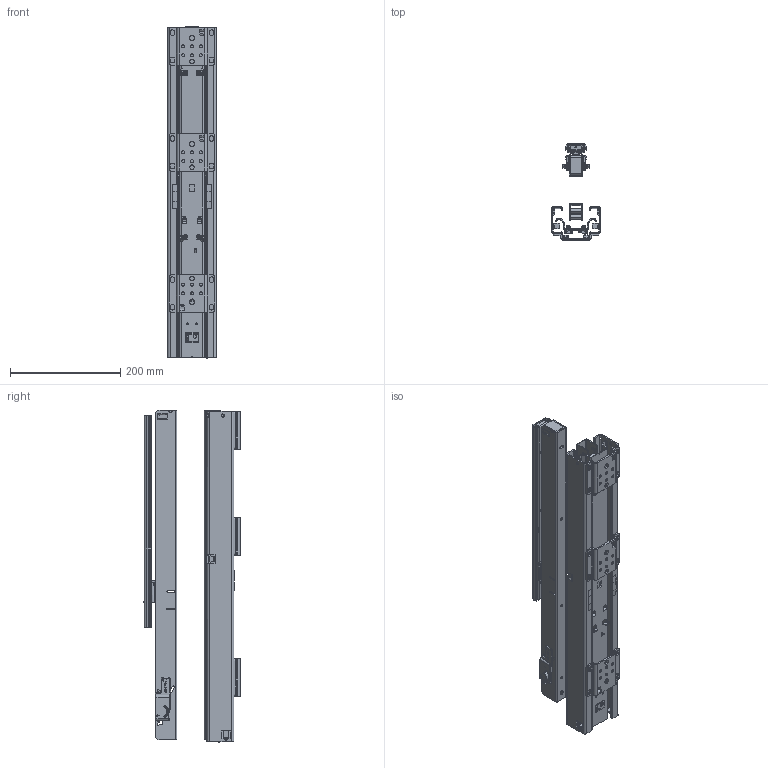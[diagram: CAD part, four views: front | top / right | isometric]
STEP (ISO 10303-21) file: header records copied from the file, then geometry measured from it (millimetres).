
FILE_DESCRIPTION (( 'STEP AP214' ), '1' );
FILE_NAME ('FR_775_A.0600mm_24inch_ECD_closed.STEP', '2022-11-16T07:40:01', ( '' ), ( '' ), 'SwSTEP 2.0', 'SolidWorks 2020', '' );
FILE_SCHEMA (( 'AUTOMOTIVE_DESIGN' ));
Length unit declared in the file: millimetre
Products named in the file (22): 7075.XXX-01.S172.re_NL 600; 7075.XXX-01.S172_NL 600; AG-043; 775A.XXX-07.0000_NL  600 eingefahren Stellung 1; 775.XXX-R1.0000_NL 600; 775.XXX-04.0000_NL  600; 775.XXX-07.S233_NL  600; FR_775_A.0600mm_24inch_ECD_closed; 719.XXX-GA.L406_NL  400 eingefahren; 775A.XXX-R3.0000_NL 600 eingefahren; 719.XXX-02.L406_NL  400; 719.XXX-01.L406_NL  400 ohne Zentrierlappen; E31-035_E31-035 vernietet Mat. 2,0mm; AV-005.re; 450.085-01.173; 01-anschlag.L406_eingefedert; AT-048; AV-005.li; 775.XXX-R3.S244_NL 600
Assembly tree (24 placements, depth 4):
  FR_775_A.0600mm_24inch_ECD_closed
    775.XXX-R1.0000_NL 600
      7075.XXX-01.S172_NL 600
        7075.XXX-01.S172_NL 600
      7075.XXX-01.S172.re_NL 600
        7075.XXX-01.S172.re_NL 600
      450.085-01.173  x3
    775A.XXX-R3.0000_NL 600 eingefahren
      775.XXX-R3.S244_NL 600
    775.XXX-04.0000_NL  600
      775.XXX-04.0000_NL  600
      E31-035_E31-035 vernietet Mat. 2,0mm  x2
    719.XXX-GA.L406_NL  400 eingefahren
      719.XXX-01.L406_NL  400 ohne Zentrierlappen
      01-anschlag.L406_eingefedert
      719.XXX-02.L406_NL  400
      AT-048
    775A.XXX-07.0000_NL  600 eingefahren Stellung 1
      775.XXX-07.S233_NL  600
      AG-043
      AV-005.re
      AV-005.li
Bounding box: 88.5 x 174.6 x 602 mm (x, y, z)
Volume: 729619.4 mm3; surface area: 692744.4 mm2
Topology: 17 solids, 17 shells, 3742 faces, 9446 edges, 5721 vertices
Faces by surface type: plane 1501, cylinder 1393, bspline 476, torus 152, sphere 126, cone 94
Entity records: 122309 total; most frequent: CARTESIAN_POINT 41414, ORIENTED_EDGE 17310, DIRECTION 15713, EDGE_CURVE 8655, AXIS2_PLACEMENT_3D 5448, VERTEX_POINT 5276, VECTOR 4817, LINE 4817
